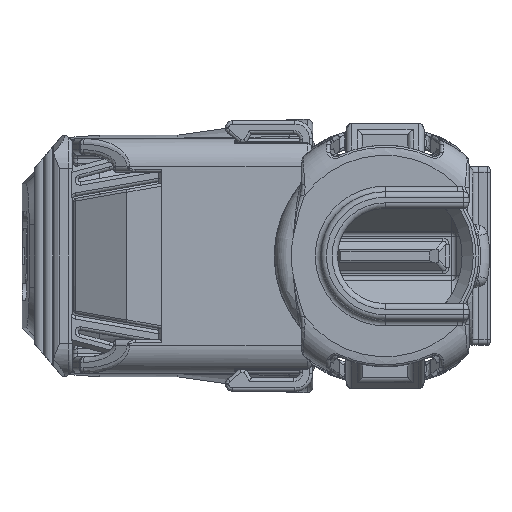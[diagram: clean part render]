
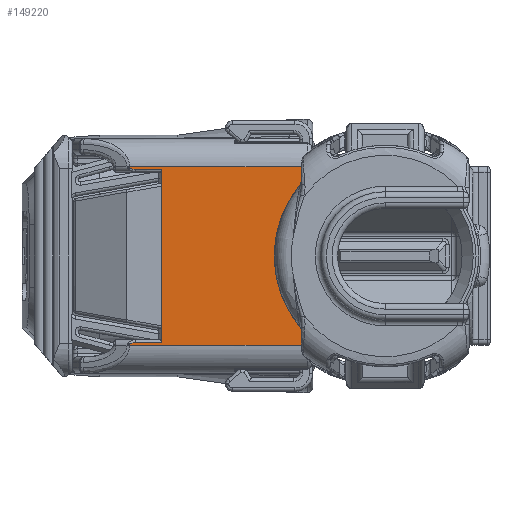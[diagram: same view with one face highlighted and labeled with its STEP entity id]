
A CAD part, left-side view. The second image highlights one B-rep face of the part: STEP entity #149220.
In plain terms, the highlighted planar face has unit normal (-1, 0, 0).
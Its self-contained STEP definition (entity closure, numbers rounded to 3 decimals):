
#112062=DIRECTION('',(0.,0.,-1.));
#112063=VECTOR('',#112062,15.196);
#112064=CARTESIAN_POINT('',(-26.905,-4.5,
7.598));
#112065=LINE('',#112064,#112063);
#112107=DIRECTION('',(0.,0.,-1.));
#112108=VECTOR('',#112107,1.454);
#112109=CARTESIAN_POINT('',(-26.905,-17.5,8.));
#112110=LINE('',#112109,#112108);
#112111=CARTESIAN_POINT('',(-26.905,-24.35,0.));
#112112=DIRECTION('',(1.,0.,0.));
#112113=DIRECTION('',(0.,0.723,-0.691));
#112114=AXIS2_PLACEMENT_3D('',#112111,#112112,#112113);
#112116=DIRECTION('',(0.,0.,-1.));
#112117=VECTOR('',#112116,1.454);
#112118=CARTESIAN_POINT('',(-26.905,-17.5,-6.546));
#112119=LINE('',#112118,#112117);
#112120=DIRECTION('',(0.,1.,0.));
#112121=VECTOR('',#112120,15.88);
#112122=CARTESIAN_POINT('',(-26.905,-17.5,-8.));
#112123=LINE('',#112122,#112121);
#112124=DIRECTION('',(0.,0.,-1.));
#112125=VECTOR('',#112124,0.114);
#112126=CARTESIAN_POINT('',(-26.905,-1.62,
-7.886));
#112127=LINE('',#112126,#112125);
#112128=CARTESIAN_POINT('',(-26.905,-1.62,
-7.886));
#112129=CARTESIAN_POINT('',(-26.905,-1.637,
-7.871));
#112130=CARTESIAN_POINT('',(-26.905,-1.676,
-7.844));
#112131=CARTESIAN_POINT('',(-26.905,-1.741,
-7.813));
#112132=CARTESIAN_POINT('',(-26.905,-1.817,
-7.787));
#112133=CARTESIAN_POINT('',(-26.905,-1.904,
-7.767));
#112134=CARTESIAN_POINT('',(-26.905,-2.002,
-7.753));
#112135=CARTESIAN_POINT('',(-26.905,-2.072,
-7.75));
#112136=CARTESIAN_POINT('',(-26.905,-2.112,
-7.75));
#112138=DIRECTION('',(0.,1.,0.));
#112139=VECTOR('',#112138,2.346);
#112140=CARTESIAN_POINT('',(-26.905,-4.458,-7.75));
#112141=LINE('',#112140,#112139);
#112142=CARTESIAN_POINT('',(-26.905,-4.5,
-7.598));
#112143=CARTESIAN_POINT('',(-26.905,-4.5,
-7.61));
#112144=CARTESIAN_POINT('',(-26.905,-4.498,
-7.634));
#112145=CARTESIAN_POINT('',(-26.905,-4.489,
-7.671));
#112146=CARTESIAN_POINT('',(-26.905,-4.476,
-7.709));
#112147=CARTESIAN_POINT('',(-26.905,-4.464,
-7.736));
#112148=CARTESIAN_POINT('',(-26.905,-4.458,-7.75));
#112150=CARTESIAN_POINT('',(-26.905,-4.458,7.75));
#112151=CARTESIAN_POINT('',(-26.905,-4.464,
7.737));
#112152=CARTESIAN_POINT('',(-26.905,-4.475,
7.71));
#112153=CARTESIAN_POINT('',(-26.905,-4.489,
7.671));
#112154=CARTESIAN_POINT('',(-26.905,-4.498,
7.633));
#112155=CARTESIAN_POINT('',(-26.905,-4.5,
7.61));
#112156=CARTESIAN_POINT('',(-26.905,-4.5,
7.598));
#112158=DIRECTION('',(0.,-1.,0.));
#112159=VECTOR('',#112158,2.348);
#112160=CARTESIAN_POINT('',(-26.905,-2.11,
7.75));
#112161=LINE('',#112160,#112159);
#112162=CARTESIAN_POINT('',(-26.905,-1.62,
7.887));
#112163=CARTESIAN_POINT('',(-26.905,-1.628,
7.88));
#112164=CARTESIAN_POINT('',(-26.905,-1.644,
7.867));
#112165=CARTESIAN_POINT('',(-26.905,-1.674,
7.847));
#112166=CARTESIAN_POINT('',(-26.905,-1.708,
7.829));
#112167=CARTESIAN_POINT('',(-26.905,-1.747,
7.812));
#112168=CARTESIAN_POINT('',(-26.905,-1.792,
7.796));
#112169=CARTESIAN_POINT('',(-26.905,-1.842,
7.781));
#112170=CARTESIAN_POINT('',(-26.905,-1.898,
7.769));
#112171=CARTESIAN_POINT('',(-26.905,-1.961,
7.759));
#112172=CARTESIAN_POINT('',(-26.905,-2.031,
7.752));
#112173=CARTESIAN_POINT('',(-26.905,-2.084,
7.75));
#112174=CARTESIAN_POINT('',(-26.905,-2.11,
7.75));
#112176=DIRECTION('',(0.,0.,
-1.));
#112177=VECTOR('',#112176,0.113);
#112178=CARTESIAN_POINT('',(-26.905,-1.62,
8.));
#112179=LINE('',#112178,#112177);
#112190=DIRECTION('',(0.,1.,0.));
#112191=VECTOR('',#112190,15.88);
#112192=CARTESIAN_POINT('',(-26.905,-17.5,8.));
#112193=LINE('',#112192,#112191);
#120961=CARTESIAN_POINT('',(-26.905,-1.62,
8.));
#120962=CARTESIAN_POINT('',(-26.905,-1.62,
7.887));
#120963=VERTEX_POINT('',#120961);
#120964=VERTEX_POINT('',#120962);
#120976=CARTESIAN_POINT('',(-26.905,-1.62,
-7.886));
#120977=CARTESIAN_POINT('',(-26.905,-1.62,
-8.));
#120978=VERTEX_POINT('',#120976);
#120979=VERTEX_POINT('',#120977);
#121357=CARTESIAN_POINT('',(-26.905,-17.5,8.));
#121358=CARTESIAN_POINT('',(-26.905,-17.5,6.546));
#121359=VERTEX_POINT('',#121357);
#121360=VERTEX_POINT('',#121358);
#121371=CARTESIAN_POINT('',(-26.905,-17.5,
-6.546));
#121372=VERTEX_POINT('',#121371);
#121377=CARTESIAN_POINT('',(-26.905,-17.5,-8.));
#121378=VERTEX_POINT('',#121377);
#121455=VERTEX_POINT('',#112142);
#121456=VERTEX_POINT('',#112148);
#121457=VERTEX_POINT('',#112150);
#121458=VERTEX_POINT('',#112156);
#121654=VERTEX_POINT('',#112174);
#121703=CARTESIAN_POINT('',(-26.905,-2.111,-7.75));
#121704=VERTEX_POINT('',#121703);
#149186=CARTESIAN_POINT('',(-26.905,-18.,-8.));
#149187=DIRECTION('',(1.,0.,0.));
#149188=DIRECTION('',(0.,0.,1.));
#149189=AXIS2_PLACEMENT_3D('',#149186,#149187,#149188);
#149190=PLANE('',#149189);
#149192=ORIENTED_EDGE('',*,*,#149191,.T.);
#149194=ORIENTED_EDGE('',*,*,#149193,.F.);
#149196=ORIENTED_EDGE('',*,*,#149195,.T.);
#149198=ORIENTED_EDGE('',*,*,#149197,.T.);
#149200=ORIENTED_EDGE('',*,*,#149199,.F.);
#149202=ORIENTED_EDGE('',*,*,#149201,.T.);
#149204=ORIENTED_EDGE('',*,*,#149203,.F.);
#149206=ORIENTED_EDGE('',*,*,#149205,.F.);
#149207=ORIENTED_EDGE('',*,*,#149160,.F.);
#149209=ORIENTED_EDGE('',*,*,#149208,.F.);
#149211=ORIENTED_EDGE('',*,*,#149210,.F.);
#149213=ORIENTED_EDGE('',*,*,#149212,.F.);
#149215=ORIENTED_EDGE('',*,*,#149214,.F.);
#149217=ORIENTED_EDGE('',*,*,#149216,.F.);
#149218=EDGE_LOOP('',(#149192,#149194,#149196,#149198,#149200,#149202,#149204,
#149206,#149207,#149209,#149211,#149213,#149215,#149217));
#149219=FACE_OUTER_BOUND('',#149218,.F.);
#149220=ADVANCED_FACE('',(#149219),#149190,.F.);
#112115=CIRCLE('',#112114,9.475);
#112137=B_SPLINE_CURVE_WITH_KNOTS('',3,(#112128,#112129,#112130,#112131,#112132,
#112133,#112134,#112135,#112136),.UNSPECIFIED.,.F.,.F.,(4,1,1,1,1,1,4),(0.,
0.167,0.333,0.5,0.667,0.833,
1.),.UNSPECIFIED.);
#112149=B_SPLINE_CURVE_WITH_KNOTS('',3,(#112142,#112143,#112144,#112145,#112146,
#112147,#112148),.UNSPECIFIED.,.F.,.F.,(4,1,1,1,4),(0.,0.25,0.5,0.75,
1.),.UNSPECIFIED.);
#112157=B_SPLINE_CURVE_WITH_KNOTS('',3,(#112150,#112151,#112152,#112153,#112154,
#112155,#112156),.UNSPECIFIED.,.F.,.F.,(4,1,1,1,4),(0.,0.25,0.5,0.75,
1.),.UNSPECIFIED.);
#112175=B_SPLINE_CURVE_WITH_KNOTS('',3,(#112162,#112163,#112164,#112165,#112166,
#112167,#112168,#112169,#112170,#112171,#112172,#112173,#112174),.UNSPECIFIED.,
.F.,.F.,(4,1,1,1,1,1,1,1,1,1,4),(0.,0.1,0.2,0.3,0.4,0.5,0.6,0.7,
0.8,0.9,1.),.UNSPECIFIED.);
#149160=EDGE_CURVE('',#121458,#121455,#112065,.T.);
#149191=EDGE_CURVE('',#121359,#121360,#112110,.T.);
#149193=EDGE_CURVE('',#121372,#121360,#112115,.T.);
#149195=EDGE_CURVE('',#121372,#121378,#112119,.T.);
#149197=EDGE_CURVE('',#121378,#120979,#112123,.T.);
#149199=EDGE_CURVE('',#120978,#120979,#112127,.T.);
#149201=EDGE_CURVE('',#120978,#121704,#112137,.T.);
#149203=EDGE_CURVE('',#121456,#121704,#112141,.T.);
#149205=EDGE_CURVE('',#121455,#121456,#112149,.T.);
#149208=EDGE_CURVE('',#121457,#121458,#112157,.T.);
#149210=EDGE_CURVE('',#121654,#121457,#112161,.T.);
#149212=EDGE_CURVE('',#120964,#121654,#112175,.T.);
#149214=EDGE_CURVE('',#120963,#120964,#112179,.T.);
#149216=EDGE_CURVE('',#121359,#120963,#112193,.T.);
